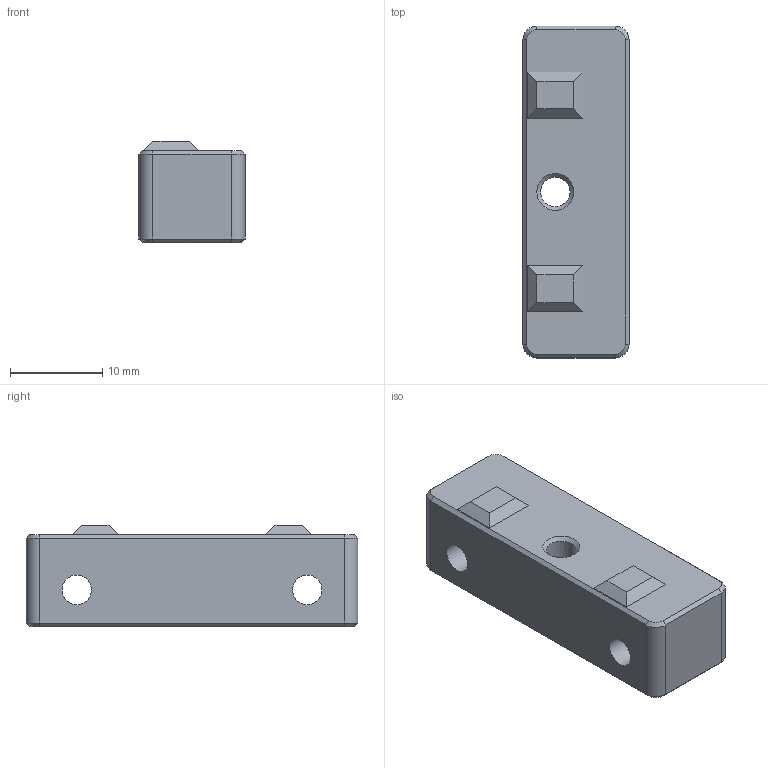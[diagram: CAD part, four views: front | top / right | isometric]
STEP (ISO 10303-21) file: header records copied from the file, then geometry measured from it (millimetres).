
FILE_DESCRIPTION(('FreeCAD Model'),'2;1');
FILE_NAME('Open CASCADE Shape Model','2025-01-13T19:12:15',(''),(''), 'Open CASCADE STEP processor 7.8','FreeCAD','Unknown');
FILE_SCHEMA(('AUTOMOTIVE_DESIGN { 1 0 10303 214 1 1 1 1 }'));
Length unit declared in the file: millimetre
Products named in the file (1): Body
Bounding box: 11.5 x 36 x 11 mm (x, y, z)
Volume: 3879.6 mm3; surface area: 1998.8 mm2
Topology: 1 solids, 1 shells, 41 faces, 93 edges, 56 vertices
Faces by surface type: plane 16, cone 10, bspline 8, cylinder 7
Full cylindrical faces by diameter (mm): 3.2 x3
Entity records: 2354 total; most frequent: CARTESIAN_POINT 417, DIRECTION 355, LINE 225, VECTOR 225, ORIENTED_EDGE 186, PCURVE 186, DEFINITIONAL_REPRESENTATION 186, EDGE_CURVE 93
